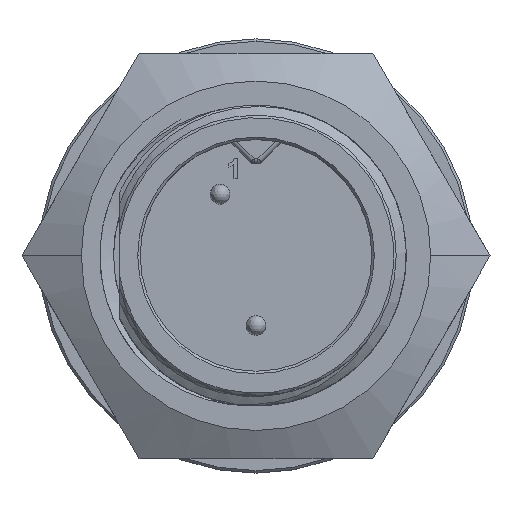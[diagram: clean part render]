
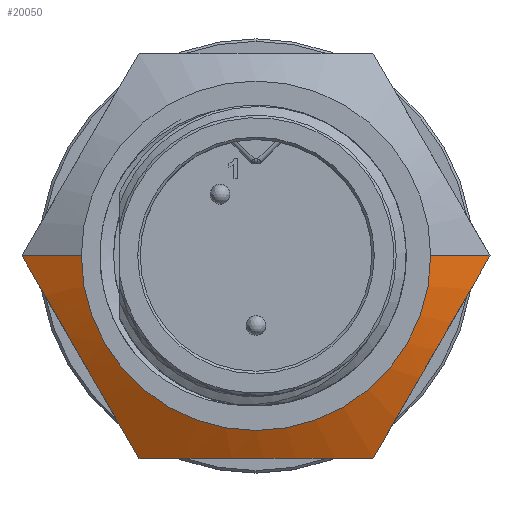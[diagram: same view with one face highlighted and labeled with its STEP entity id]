
A CAD part, top view. The second image highlights one B-rep face of the part: STEP entity #20050.
In plain terms, the highlighted conical face has half-angle 61.689 degrees and reference radius 11.926 mm.
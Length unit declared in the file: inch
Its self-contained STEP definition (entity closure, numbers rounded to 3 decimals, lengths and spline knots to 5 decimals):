
#1991 = EDGE_LOOP ( 'NONE', ( #21748, #21769, #21772, #21754, #21752, #21776 ) ) ;
#5539 = CARTESIAN_POINT ( 'NONE',  ( 0., 0., -0.379 ) ) ;
#5540 = DIRECTION ( 'NONE',  ( 0., 0., -1. ) ) ;
#5541 = DIRECTION ( 'NONE',  ( -1., 0., 0. ) ) ;
#6105 = B_SPLINE_CURVE_WITH_KNOTS ( 'NONE', 3,
 ( #17788, #17792, #17793, #17794, #17795, #17796, #17797, #17798, #17799, #17800, #17801, #17802 ),
 .UNSPECIFIED., .F., .F.,
 ( 4, 2, 2, 2, 2, 4 ),
 ( 0., 0.003, 0.00601, 0.00751, 0.00901, 0.01201 ),
 .UNSPECIFIED. ) ;
#6112 = B_SPLINE_CURVE_WITH_KNOTS ( 'NONE', 3,
 ( #17725, #17765, #17766, #17767, #17768, #17769, #17770, #17771, #17772, #17773, #17774, #17775 ),
 .UNSPECIFIED., .F., .F.,
 ( 4, 2, 2, 2, 2, 4 ),
 ( 0., 0.003, 0.00601, 0.00751, 0.00901, 0.01201 ),
 .UNSPECIFIED. ) ;
#6152 = B_SPLINE_CURVE_WITH_KNOTS ( 'NONE', 3,
 ( #17776, #17777, #17778, #17779, #17780, #17781, #17782, #17783, #17784, #17785, #17786, #17787 ),
 .UNSPECIFIED., .F., .F.,
 ( 4, 2, 2, 2, 2, 4 ),
 ( 0., 0.003, 0.00601, 0.00751, 0.00901, 0.01201 ),
 .UNSPECIFIED. ) ;
#6375 = EDGE_CURVE ( 'NONE', #19585, #19578, #19944, .T. ) ;
#8173 = LINE ( 'NONE', #8174, #18545 ) ;
#8174 = CARTESIAN_POINT ( 'NONE',  ( -0.46952, 0., -0.44338 ) ) ;
#8175 = DIRECTION ( 'NONE',  ( -0.88, 0., -0.474 ) ) ;
#8222 = EDGE_CURVE ( 'NONE', #19578, #19486, #8173, .T. ) ;
#8855 = CARTESIAN_POINT ( 'NONE',  ( -0.2344, -0.406, -0.443 ) ) ;
#8863 = CARTESIAN_POINT ( 'NONE',  ( 0.2344, -0.406, -0.443 ) ) ;
#8871 = CARTESIAN_POINT ( 'NONE',  ( -0.46881, 0., -0.443 ) ) ;
#8905 = CARTESIAN_POINT ( 'NONE',  ( 0.46881, 0., -0.443 ) ) ;
#8913 = CARTESIAN_POINT ( 'NONE',  ( -0.35, 0., -0.379 ) ) ;
#8915 = CARTESIAN_POINT ( 'NONE',  ( 0.35, 0., -0.379 ) ) ;
#11426 = CARTESIAN_POINT ( 'NONE',  ( 0., 0., -0.44338 ) ) ;
#11427 = DIRECTION ( 'NONE',  ( 0., 0., -1. ) ) ;
#11428 = DIRECTION ( 'NONE',  ( -1., 0., 0. ) ) ;
#17579 = LINE ( 'NONE', #17580, #19255 ) ;
#17580 = CARTESIAN_POINT ( 'NONE',  ( 0.46952, 0., -0.44338 ) ) ;
#17581 = DIRECTION ( 'NONE',  ( 0.88, 0., -0.474 ) ) ;
#17725 = CARTESIAN_POINT ( 'NONE',  ( 0.2344, -0.406, -0.443 ) ) ;
#17765 = CARTESIAN_POINT ( 'NONE',  ( 0.19603, -0.406, -0.43266 ) ) ;
#17766 = CARTESIAN_POINT ( 'NONE',  ( 0.15741, -0.406, -0.42416 ) ) ;
#17767 = CARTESIAN_POINT ( 'NONE',  ( 0.07945, -0.406, -0.4124 ) ) ;
#17768 = CARTESIAN_POINT ( 'NONE',  ( 0.04012, -0.406, -0.40918 ) ) ;
#17769 = CARTESIAN_POINT ( 'NONE',  ( -0.01954, -0.406, -0.40916 ) ) ;
#17770 = CARTESIAN_POINT ( 'NONE',  ( -0.03949, -0.406, -0.40995 ) ) ;
#17771 = CARTESIAN_POINT ( 'NONE',  ( -0.07901, -0.406, -0.41302 ) ) ;
#17772 = CARTESIAN_POINT ( 'NONE',  ( -0.09866, -0.406, -0.4153 ) ) ;
#17773 = CARTESIAN_POINT ( 'NONE',  ( -0.1573, -0.406, -0.42413 ) ) ;
#17774 = CARTESIAN_POINT ( 'NONE',  ( -0.19599, -0.406, -0.43265 ) ) ;
#17775 = CARTESIAN_POINT ( 'NONE',  ( -0.2344, -0.406, -0.443 ) ) ;
#17776 = CARTESIAN_POINT ( 'NONE',  ( 0.46881, 0., -0.443 ) ) ;
#17777 = CARTESIAN_POINT ( 'NONE',  ( 0.44962, -0.03323, -0.43266 ) ) ;
#17778 = CARTESIAN_POINT ( 'NONE',  ( 0.43031, -0.06668, -0.42416 ) ) ;
#17779 = CARTESIAN_POINT ( 'NONE',  ( 0.39133, -0.13419, -0.4124 ) ) ;
#17780 = CARTESIAN_POINT ( 'NONE',  ( 0.37166, -0.16826, -0.40918 ) ) ;
#17781 = CARTESIAN_POINT ( 'NONE',  ( 0.34184, -0.21992, -0.40916 ) ) ;
#17782 = CARTESIAN_POINT ( 'NONE',  ( 0.33186, -0.2372, -0.40995 ) ) ;
#17783 = CARTESIAN_POINT ( 'NONE',  ( 0.3121, -0.27143, -0.41302 ) ) ;
#17784 = CARTESIAN_POINT ( 'NONE',  ( 0.30228, -0.28844, -0.4153 ) ) ;
#17785 = CARTESIAN_POINT ( 'NONE',  ( 0.27295, -0.33923, -0.42413 ) ) ;
#17786 = CARTESIAN_POINT ( 'NONE',  ( 0.25361, -0.37274, -0.43265 ) ) ;
#17787 = CARTESIAN_POINT ( 'NONE',  ( 0.2344, -0.406, -0.443 ) ) ;
#17788 = CARTESIAN_POINT ( 'NONE',  ( -0.2344, -0.406, -0.443 ) ) ;
#17792 = CARTESIAN_POINT ( 'NONE',  ( -0.25359, -0.37277, -0.43266 ) ) ;
#17793 = CARTESIAN_POINT ( 'NONE',  ( -0.2729, -0.33932, -0.42416 ) ) ;
#17794 = CARTESIAN_POINT ( 'NONE',  ( -0.31188, -0.27181, -0.4124 ) ) ;
#17795 = CARTESIAN_POINT ( 'NONE',  ( -0.33155, -0.23774, -0.40918 ) ) ;
#17796 = CARTESIAN_POINT ( 'NONE',  ( -0.36138, -0.18608, -0.40916 ) ) ;
#17797 = CARTESIAN_POINT ( 'NONE',  ( -0.37135, -0.1688, -0.40995 ) ) ;
#17798 = CARTESIAN_POINT ( 'NONE',  ( -0.39111, -0.13457, -0.41302 ) ) ;
#17799 = CARTESIAN_POINT ( 'NONE',  ( -0.40094, -0.11756, -0.4153 ) ) ;
#17800 = CARTESIAN_POINT ( 'NONE',  ( -0.43026, -0.06677, -0.42413 ) ) ;
#17801 = CARTESIAN_POINT ( 'NONE',  ( -0.4496, -0.03326, -0.43265 ) ) ;
#17802 = CARTESIAN_POINT ( 'NONE',  ( -0.46881, 0., -0.443 ) ) ;
#18545 = VECTOR ( 'NONE', #8175, 39.37008 ) ;
#18840 = FACE_OUTER_BOUND ( 'NONE', #1991, .T. ) ;
#18841 = AXIS2_PLACEMENT_3D ( 'NONE', #11426, #11427, #11428 ) ;
#19255 = VECTOR ( 'NONE', #17581, 39.37008 ) ;
#19444 = VERTEX_POINT ( 'NONE', #8855 ) ;
#19466 = VERTEX_POINT ( 'NONE', #8863 ) ;
#19486 = VERTEX_POINT ( 'NONE', #8871 ) ;
#19565 = VERTEX_POINT ( 'NONE', #8905 ) ;
#19578 = VERTEX_POINT ( 'NONE', #8913 ) ;
#19585 = VERTEX_POINT ( 'NONE', #8915 ) ;
#19944 = CIRCLE ( 'NONE', #20359, 0.35 ) ;
#20050 = ADVANCED_FACE ( 'NONE', ( #18840 ), #22058, .T. ) ;
#20359 = AXIS2_PLACEMENT_3D ( 'NONE', #5539, #5540, #5541 ) ;
#20748 = EDGE_CURVE ( 'NONE', #19585, #19565, #17579, .T. ) ;
#20777 = EDGE_CURVE ( 'NONE', #19466, #19444, #6112, .T. ) ;
#20778 = EDGE_CURVE ( 'NONE', #19565, #19466, #6152, .T. ) ;
#20780 = EDGE_CURVE ( 'NONE', #19444, #19486, #6105, .T. ) ;
#21748 = ORIENTED_EDGE ( 'NONE', *, *, #20748, .F. ) ;
#21752 = ORIENTED_EDGE ( 'NONE', *, *, #20777, .F. ) ;
#21754 = ORIENTED_EDGE ( 'NONE', *, *, #20780, .F. ) ;
#21769 = ORIENTED_EDGE ( 'NONE', *, *, #6375, .T. ) ;
#21772 = ORIENTED_EDGE ( 'NONE', *, *, #8222, .T. ) ;
#21776 = ORIENTED_EDGE ( 'NONE', *, *, #20778, .F. ) ;
#22058 = CONICAL_SURFACE ( 'NONE', #18841, 0.46952, 1.077 ) ;
